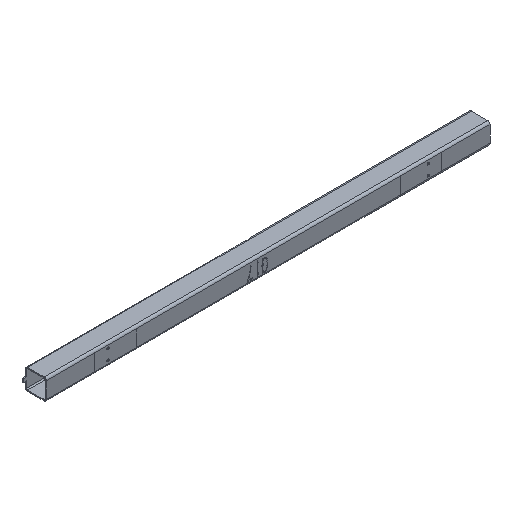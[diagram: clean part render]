
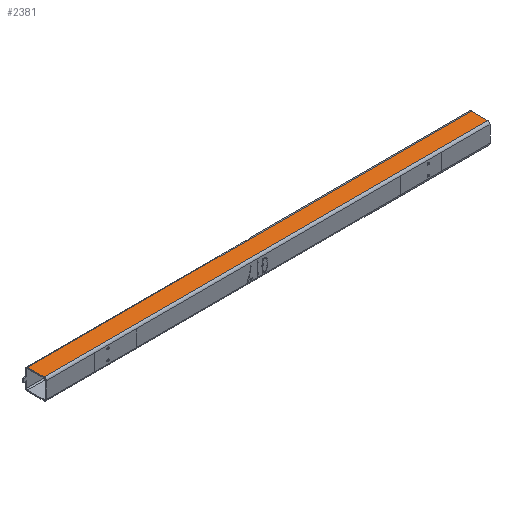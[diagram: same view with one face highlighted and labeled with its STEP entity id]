
A CAD part, isometric view. The second image highlights one B-rep face of the part: STEP entity #2381.
In plain terms, the highlighted planar face has unit normal (0, 0, 1).
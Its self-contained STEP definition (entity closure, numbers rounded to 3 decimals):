
#189 = EDGE_LOOP ( 'NONE', ( #4669, #4862, #4981, #5281 ) ) ;
#677 = CARTESIAN_POINT ( 'NONE',  ( 1290., 23.6, 30. ) ) ;
#712 = CARTESIAN_POINT ( 'NONE',  ( 1320., -23.6, 30. ) ) ;
#732 = CARTESIAN_POINT ( 'NONE',  ( 1320., -23.6, 30. ) ) ;
#1165 = VECTOR ( 'NONE', #2848, 1000. ) ;
#1467 = CARTESIAN_POINT ( 'NONE',  ( 1320., 23.6, 30. ) ) ;
#1526 = VECTOR ( 'NONE', #4002, 1000. ) ;
#1625 = AXIS2_PLACEMENT_3D ( 'NONE', #712, #5032, #2450 ) ;
#1715 = VERTEX_POINT ( 'NONE', #5372 ) ;
#2354 = CARTESIAN_POINT ( 'NONE',  ( 10., 23.6, 30. ) ) ;
#2381 = ADVANCED_FACE ( 'NONE', ( #2868 ), #2507, .F. ) ;
#2450 = DIRECTION ( 'NONE',  ( 0., 1., 0. ) ) ;
#2507 = PLANE ( 'NONE',  #1625 ) ;
#2611 = VECTOR ( 'NONE', #5191, 1000. ) ;
#2831 = CARTESIAN_POINT ( 'NONE',  ( 1290., -23.6, 30. ) ) ;
#2848 = DIRECTION ( 'NONE',  ( 1., 0., 0. ) ) ;
#2868 = FACE_OUTER_BOUND ( 'NONE', #189, .T. ) ;
#3013 = EDGE_CURVE ( 'NONE', #4490, #1715, #4989, .T. ) ;
#3106 = LINE ( 'NONE', #4823, #2611 ) ;
#3205 = EDGE_CURVE ( 'NONE', #1715, #5155, #4424, .T. ) ;
#3378 = EDGE_CURVE ( 'NONE', #5155, #4653, #5319, .T. ) ;
#4002 = DIRECTION ( 'NONE',  ( 0., 1., 0. ) ) ;
#4089 = DIRECTION ( 'NONE',  ( -1., 0., 0. ) ) ;
#4399 = CARTESIAN_POINT ( 'NONE',  ( 10., -23.6, 30. ) ) ;
#4424 = LINE ( 'NONE', #4399, #1526 ) ;
#4490 = VERTEX_POINT ( 'NONE', #2831 ) ;
#4535 = EDGE_CURVE ( 'NONE', #4653, #4490, #3106, .T. ) ;
#4653 = VERTEX_POINT ( 'NONE', #677 ) ;
#4669 = ORIENTED_EDGE ( 'NONE', *, *, #3013, .F. ) ;
#4823 = CARTESIAN_POINT ( 'NONE',  ( 1290., -23.6, 30. ) ) ;
#4862 = ORIENTED_EDGE ( 'NONE', *, *, #4535, .F. ) ;
#4981 = ORIENTED_EDGE ( 'NONE', *, *, #3378, .F. ) ;
#4989 = LINE ( 'NONE', #732, #5038 ) ;
#5032 = DIRECTION ( 'NONE',  ( 0., 0., -1. ) ) ;
#5038 = VECTOR ( 'NONE', #4089, 1000. ) ;
#5155 = VERTEX_POINT ( 'NONE', #2354 ) ;
#5191 = DIRECTION ( 'NONE',  ( 0., -1., 0. ) ) ;
#5281 = ORIENTED_EDGE ( 'NONE', *, *, #3205, .F. ) ;
#5319 = LINE ( 'NONE', #1467, #1165 ) ;
#5372 = CARTESIAN_POINT ( 'NONE',  ( 10., -23.6, 30. ) ) ;
